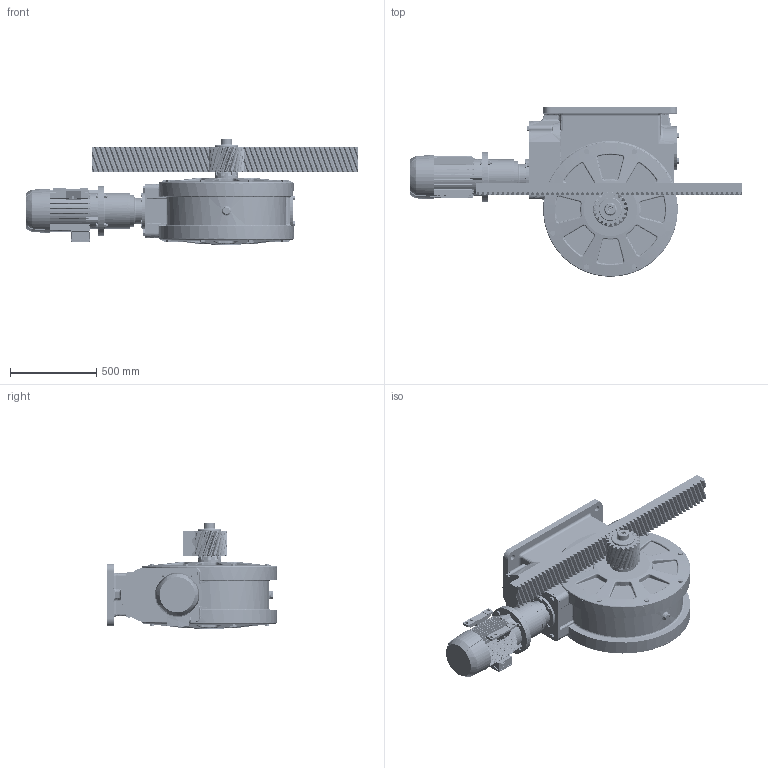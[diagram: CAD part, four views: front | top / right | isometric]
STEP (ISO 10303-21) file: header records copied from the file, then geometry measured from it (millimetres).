
FILE_DESCRIPTION(('FreeCAD Model'),'2;1');
FILE_NAME('Open CASCADE Shape Model','2025-05-04T17:26:13',('FreeCAD'),( 'FreeCAD'),'Open CASCADE STEP processor 7.6','FreeCAD','Unknown');
FILE_SCHEMA(('AUTOMOTIVE_DESIGN { 1 0 10303 214 1 1 1 1 }'));
Products named in the file (1): Open CASCADE STEP translator 7.6 1
Bounding box: 1928.06 x 983.84 x 617.27 mm (x, y, z)
Volume: 178386238.4 mm3; surface area: 12800987.4 mm2
Topology: 129 solids, 239 shells, 7781 faces, 20157 edges, 12739 vertices
Faces by surface type: bspline 7781
Entity records: 923670 total; most frequent: CARTESIAN_POINT 810985, ORIENTED_EDGE 39120, EDGE_CURVE 19770, VERTEX_POINT 12739, B_SPLINE_CURVE_WITH_KNOTS 12219, FACE_BOUND 8649, EDGE_LOOP 8649, ADVANCED_FACE 7781
